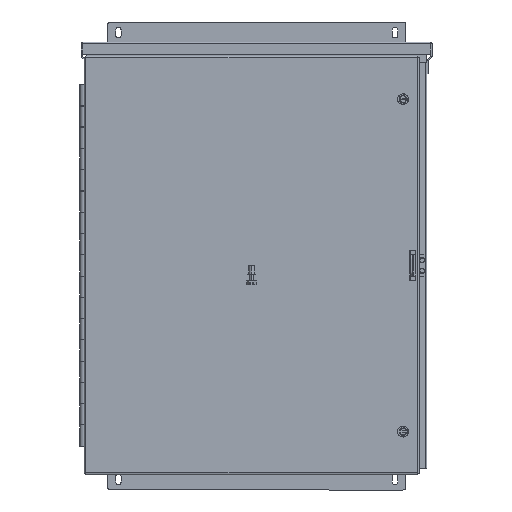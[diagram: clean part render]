
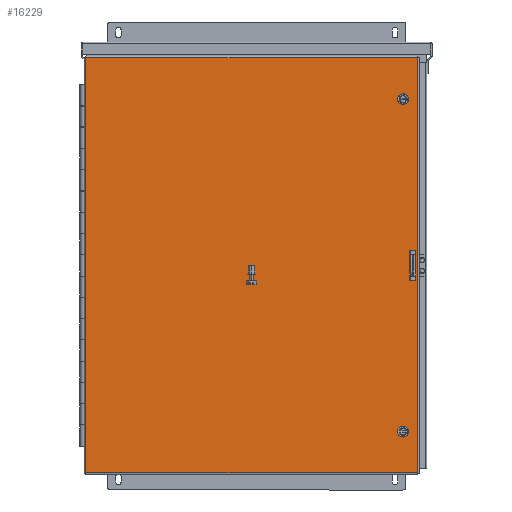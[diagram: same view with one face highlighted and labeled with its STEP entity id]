
A CAD part, front view. The second image highlights one B-rep face of the part: STEP entity #16229.
In plain terms, the highlighted planar face has unit normal (0, -1, 0).
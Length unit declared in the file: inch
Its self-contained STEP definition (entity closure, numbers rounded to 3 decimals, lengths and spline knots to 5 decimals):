
#110 = EDGE_CURVE ( 'NONE', #3830, #7267, #20771, .T. ) ;
#127 = EDGE_CURVE ( 'NONE', #16147, #22304, #23393, .T. ) ;
#382 = PLANE ( 'NONE',  #11387 ) ;
#651 = FACE_BOUND ( 'NONE', #26291, .T. ) ;
#700 = CARTESIAN_POINT ( 'NONE',  ( 6.748, -6.157, -8.2555 ) ) ;
#788 = VECTOR ( 'NONE', #25005, 39.37008 ) ;
#1152 = CIRCLE ( 'NONE', #16182, 0.133 ) ;
#1783 = DIRECTION ( 'NONE',  ( 1., 0., 0. ) ) ;
#1913 = CARTESIAN_POINT ( 'NONE',  ( 6.881, -6.157, -8.2555 ) ) ;
#2372 = CARTESIAN_POINT ( 'NONE',  ( 7.545, -6.157, -10.1995 ) ) ;
#2510 = EDGE_LOOP ( 'NONE', ( #4413, #25067 ) ) ;
#2542 = CARTESIAN_POINT ( 'NONE',  ( 7.16175, -6.157, -1.1305 ) ) ;
#2588 = EDGE_CURVE ( 'NONE', #7260, #23007, #22998, .T. ) ;
#2653 = LINE ( 'NONE', #12871, #788 ) ;
#2690 = EDGE_CURVE ( 'NONE', #22304, #16147, #1152, .T. ) ;
#2835 = DIRECTION ( 'NONE',  ( 0., 0., -1. ) ) ;
#2865 = CARTESIAN_POINT ( 'NONE',  ( 7.014, -6.157, 7.3695 ) ) ;
#3655 = DIRECTION ( 'NONE',  ( 0., 1., 0. ) ) ;
#3830 = VERTEX_POINT ( 'NONE', #15451 ) ;
#3915 = VECTOR ( 'NONE', #2835, 39.37008 ) ;
#4079 = CARTESIAN_POINT ( 'NONE',  ( -8.033, -6.157, 9.3135 ) ) ;
#4398 = ORIENTED_EDGE ( 'NONE', *, *, #2588, .T. ) ;
#4413 = ORIENTED_EDGE ( 'NONE', *, *, #14233, .T. ) ;
#4859 = DIRECTION ( 'NONE',  ( 1., 0., 0. ) ) ;
#5065 = DIRECTION ( 'NONE',  ( 0., 1., 0. ) ) ;
#5210 = CARTESIAN_POINT ( 'NONE',  ( 7.545, -6.157, 9.3135 ) ) ;
#5550 = VERTEX_POINT ( 'NONE', #700 ) ;
#5572 = VECTOR ( 'NONE', #9104, 39.37008 ) ;
#5874 = EDGE_CURVE ( 'NONE', #26599, #3830, #21266, .T. ) ;
#6384 = ORIENTED_EDGE ( 'NONE', *, *, #2690, .T. ) ;
#6954 = LINE ( 'NONE', #5210, #5572 ) ;
#7069 = ORIENTED_EDGE ( 'NONE', *, *, #5874, .T. ) ;
#7260 = VERTEX_POINT ( 'NONE', #26658 ) ;
#7267 = VERTEX_POINT ( 'NONE', #8060 ) ;
#7492 = AXIS2_PLACEMENT_3D ( 'NONE', #23068, #19149, #25087 ) ;
#7781 = VECTOR ( 'NONE', #17153, 39.37008 ) ;
#7862 = CARTESIAN_POINT ( 'NONE',  ( 7.545, -6.157, -10.1995 ) ) ;
#7883 = CARTESIAN_POINT ( 'NONE',  ( 7.47425, -6.157, 0.2445 ) ) ;
#8060 = CARTESIAN_POINT ( 'NONE',  ( 7.545, -6.157, -10.1995 ) ) ;
#8701 = CIRCLE ( 'NONE', #24230, 0.133 ) ;
#8851 = FACE_BOUND ( 'NONE', #2510, .T. ) ;
#9081 = CIRCLE ( 'NONE', #18098, 0.133 ) ;
#9104 = DIRECTION ( 'NONE',  ( -1., 0., 0. ) ) ;
#9348 = CARTESIAN_POINT ( 'NONE',  ( 6.881, -6.157, 7.3695 ) ) ;
#10022 = LINE ( 'NONE', #7883, #12864 ) ;
#10606 = FACE_BOUND ( 'NONE', #18165, .T. ) ;
#10868 = CARTESIAN_POINT ( 'NONE',  ( 6.748, -6.157, 7.3695 ) ) ;
#10893 = ORIENTED_EDGE ( 'NONE', *, *, #20285, .T. ) ;
#11008 = DIRECTION ( 'NONE',  ( 0., -1., 0. ) ) ;
#11387 = AXIS2_PLACEMENT_3D ( 'NONE', #19499, #11008, #11553 ) ;
#11553 = DIRECTION ( 'NONE',  ( 1., 0., 0. ) ) ;
#12300 = EDGE_CURVE ( 'NONE', #7267, #25630, #20796, .T. ) ;
#12864 = VECTOR ( 'NONE', #17848, 39.37008 ) ;
#12871 = CARTESIAN_POINT ( 'NONE',  ( 7.16175, -6.157, 0.2445 ) ) ;
#13046 = LINE ( 'NONE', #21268, #3915 ) ;
#13166 = VECTOR ( 'NONE', #19457, 39.37008 ) ;
#13771 = EDGE_LOOP ( 'NONE', ( #10893, #7069, #14832, #25601 ) ) ;
#14233 = EDGE_CURVE ( 'NONE', #24114, #5550, #8701, .T. ) ;
#14832 = ORIENTED_EDGE ( 'NONE', *, *, #110, .T. ) ;
#15282 = DIRECTION ( 'NONE',  ( 1., 0., 0. ) ) ;
#15451 = CARTESIAN_POINT ( 'NONE',  ( -8.033, -6.157, -10.1995 ) ) ;
#15877 = ORIENTED_EDGE ( 'NONE', *, *, #18942, .T. ) ;
#16147 = VERTEX_POINT ( 'NONE', #10868 ) ;
#16182 = AXIS2_PLACEMENT_3D ( 'NONE', #9348, #5065, #15282 ) ;
#16229 = ADVANCED_FACE ( 'NONE', ( #21111, #10606, #651, #8851 ), #382, .T. ) ;
#16441 = ORIENTED_EDGE ( 'NONE', *, *, #22699, .T. ) ;
#16639 = VERTEX_POINT ( 'NONE', #19059 ) ;
#17153 = DIRECTION ( 'NONE',  ( 0., 0., 1. ) ) ;
#17218 = DIRECTION ( 'NONE',  ( 0., 0., -1. ) ) ;
#17848 = DIRECTION ( 'NONE',  ( 1., 0., 0. ) ) ;
#18098 = AXIS2_PLACEMENT_3D ( 'NONE', #25609, #19799, #4859 ) ;
#18165 = EDGE_LOOP ( 'NONE', ( #6384, #25844 ) ) ;
#18942 = EDGE_CURVE ( 'NONE', #23007, #19706, #2653, .T. ) ;
#19059 = CARTESIAN_POINT ( 'NONE',  ( 7.47425, -6.157, 0.2445 ) ) ;
#19149 = DIRECTION ( 'NONE',  ( 0., 1., 0. ) ) ;
#19457 = DIRECTION ( 'NONE',  ( -1., 0., 0. ) ) ;
#19499 = CARTESIAN_POINT ( 'NONE',  ( 7.545, -6.157, -10.1995 ) ) ;
#19550 = VECTOR ( 'NONE', #17218, 39.37008 ) ;
#19706 = VERTEX_POINT ( 'NONE', #23423 ) ;
#19799 = DIRECTION ( 'NONE',  ( 0., 1., 0. ) ) ;
#19944 = VECTOR ( 'NONE', #24432, 39.37008 ) ;
#20285 = EDGE_CURVE ( 'NONE', #25630, #26599, #6954, .T. ) ;
#20426 = EDGE_CURVE ( 'NONE', #19706, #16639, #10022, .T. ) ;
#20755 = CARTESIAN_POINT ( 'NONE',  ( 7.545, -6.157, 9.3135 ) ) ;
#20771 = LINE ( 'NONE', #7862, #19944 ) ;
#20796 = LINE ( 'NONE', #2372, #7781 ) ;
#21111 = FACE_OUTER_BOUND ( 'NONE', #13771, .T. ) ;
#21266 = LINE ( 'NONE', #25324, #19550 ) ;
#21268 = CARTESIAN_POINT ( 'NONE',  ( 7.47425, -6.157, -1.1305 ) ) ;
#22304 = VERTEX_POINT ( 'NONE', #2865 ) ;
#22699 = EDGE_CURVE ( 'NONE', #16639, #7260, #13046, .T. ) ;
#22998 = LINE ( 'NONE', #2542, #13166 ) ;
#23007 = VERTEX_POINT ( 'NONE', #23711 ) ;
#23066 = EDGE_CURVE ( 'NONE', #5550, #24114, #9081, .T. ) ;
#23068 = CARTESIAN_POINT ( 'NONE',  ( 6.881, -6.157, 7.3695 ) ) ;
#23393 = CIRCLE ( 'NONE', #7492, 0.133 ) ;
#23404 = ORIENTED_EDGE ( 'NONE', *, *, #20426, .T. ) ;
#23423 = CARTESIAN_POINT ( 'NONE',  ( 7.16175, -6.157, 0.2445 ) ) ;
#23711 = CARTESIAN_POINT ( 'NONE',  ( 7.16175, -6.157, -1.1305 ) ) ;
#24114 = VERTEX_POINT ( 'NONE', #26608 ) ;
#24230 = AXIS2_PLACEMENT_3D ( 'NONE', #1913, #3655, #1783 ) ;
#24432 = DIRECTION ( 'NONE',  ( 1., 0., 0. ) ) ;
#25005 = DIRECTION ( 'NONE',  ( 0., 0., 1. ) ) ;
#25067 = ORIENTED_EDGE ( 'NONE', *, *, #23066, .T. ) ;
#25087 = DIRECTION ( 'NONE',  ( 1., 0., 0. ) ) ;
#25324 = CARTESIAN_POINT ( 'NONE',  ( -8.033, -6.157, -10.1995 ) ) ;
#25601 = ORIENTED_EDGE ( 'NONE', *, *, #12300, .T. ) ;
#25609 = CARTESIAN_POINT ( 'NONE',  ( 6.881, -6.157, -8.2555 ) ) ;
#25630 = VERTEX_POINT ( 'NONE', #20755 ) ;
#25844 = ORIENTED_EDGE ( 'NONE', *, *, #127, .T. ) ;
#26291 = EDGE_LOOP ( 'NONE', ( #16441, #4398, #15877, #23404 ) ) ;
#26599 = VERTEX_POINT ( 'NONE', #4079 ) ;
#26608 = CARTESIAN_POINT ( 'NONE',  ( 7.014, -6.157, -8.2555 ) ) ;
#26658 = CARTESIAN_POINT ( 'NONE',  ( 7.47425, -6.157, -1.1305 ) ) ;
